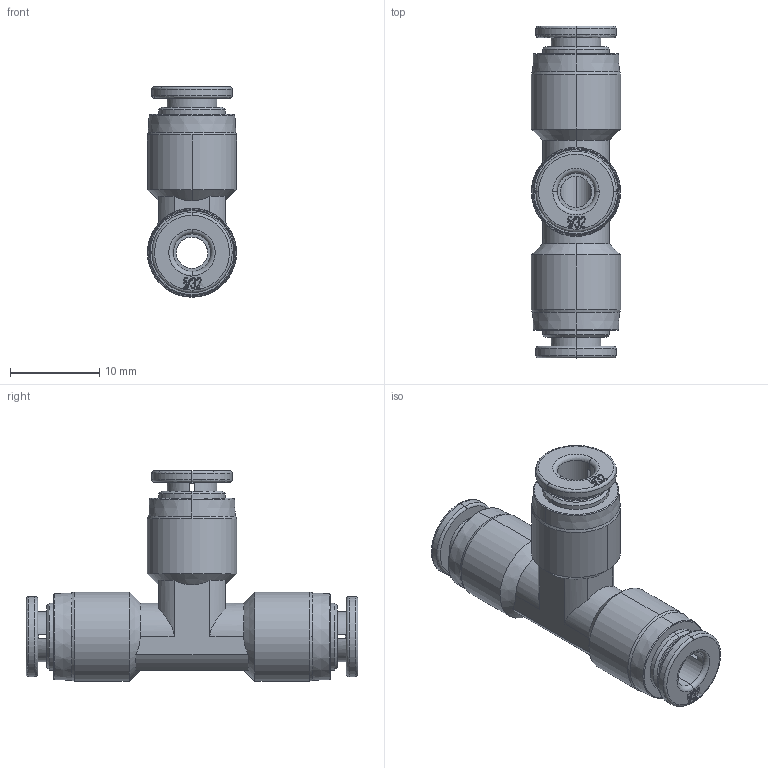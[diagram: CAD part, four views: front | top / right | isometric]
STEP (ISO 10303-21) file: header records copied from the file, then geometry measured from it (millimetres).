
FILE_DESCRIPTION (( 'STEP AP214' ), '1' );
FILE_NAME ('UT532-SS.step', '2018-03-13T19:33:31', ( '' ), ( '' ), 'SwSTEP 2.0', 'SolidWorks 2017', '' );
FILE_SCHEMA (( 'AUTOMOTIVE_DESIGN' ));
Length unit declared in the file: millimetre
Products named in the file (1): UT532-SS
Bounding box: 10 x 37.2 x 23.6 mm (x, y, z)
Volume: 2571.5 mm3; surface area: 2625.5 mm2
Topology: 1 solids, 1 shells, 311 faces, 838 edges, 547 vertices
Faces by surface type: plane 110, bspline 104, cylinder 43, cone 30, torus 24
Entity records: 11932 total; most frequent: CARTESIAN_POINT 5070, ORIENTED_EDGE 1676, DIRECTION 988, EDGE_CURVE 838, VERTEX_POINT 547, B_SPLINE_CURVE_WITH_KNOTS 421, AXIS2_PLACEMENT_3D 363, EDGE_LOOP 345
